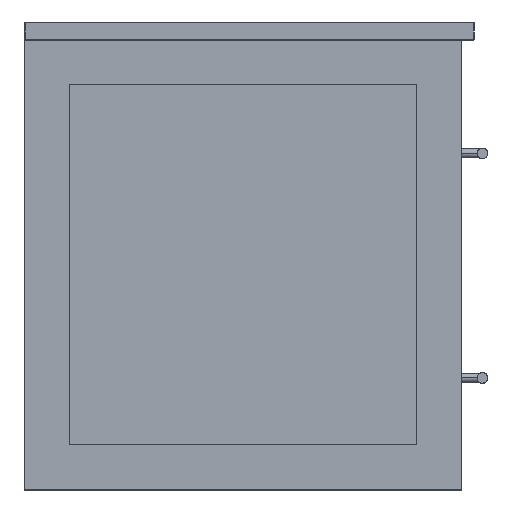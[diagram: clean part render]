
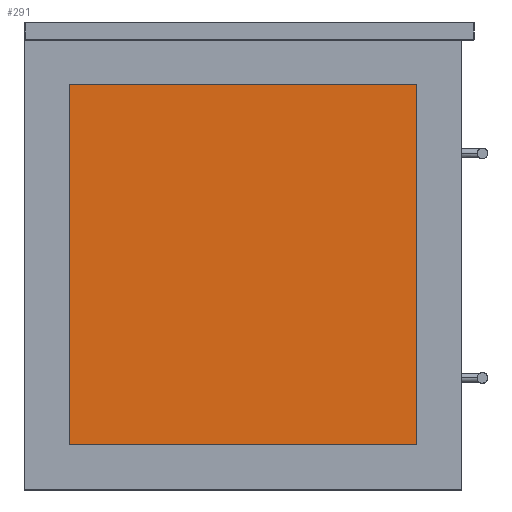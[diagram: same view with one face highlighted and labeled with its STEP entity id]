
A CAD part, left-side view. The second image highlights one B-rep face of the part: STEP entity #291.
In plain terms, the highlighted planar face has unit normal (-1, 0, 0).
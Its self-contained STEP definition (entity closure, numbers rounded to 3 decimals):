
#291=ADVANCED_FACE('',(#442),#2327,.T.);
#442=FACE_OUTER_BOUND('',#610,.T.);
#610=EDGE_LOOP('',(#1115,#1116,#1117,#1118));
#1115=ORIENTED_EDGE('',*,*,#1550,.T.);
#1116=ORIENTED_EDGE('',*,*,#1556,.T.);
#1117=ORIENTED_EDGE('',*,*,#1554,.T.);
#1118=ORIENTED_EDGE('',*,*,#1552,.T.);
#1550=EDGE_CURVE('',#2132,#2131,#1920,.T.);
#1552=EDGE_CURVE('',#2133,#2132,#1922,.T.);
#1554=EDGE_CURVE('',#2134,#2133,#1924,.T.);
#1556=EDGE_CURVE('',#2131,#2134,#1926,.T.);
#1920=B_SPLINE_CURVE_WITH_KNOTS('',1,(#4105,#4106),.UNSPECIFIED.,.F.,.F.,
(2,2),(-386.,0.),.UNSPECIFIED.);
#1922=B_SPLINE_CURVE_WITH_KNOTS('',1,(#4109,#4110),.UNSPECIFIED.,.F.,.F.,
(2,2),(-400.,0.),.UNSPECIFIED.);
#1924=B_SPLINE_CURVE_WITH_KNOTS('',1,(#4113,#4114),.UNSPECIFIED.,.F.,.F.,
(2,2),(-386.,0.),.UNSPECIFIED.);
#1926=B_SPLINE_CURVE_WITH_KNOTS('',1,(#4117,#4118),.UNSPECIFIED.,.F.,.F.,
(2,2),(-400.,0.),.UNSPECIFIED.);
#2131=VERTEX_POINT('',#4067);
#2132=VERTEX_POINT('',#4068);
#2133=VERTEX_POINT('',#4069);
#2134=VERTEX_POINT('',#4070);
#2327=PLANE('',#2647);
#2647=AXIS2_PLACEMENT_3D('',#4054,#2828,$);
#2828=DIRECTION('',(-1.,0.,0.));
#4054=CARTESIAN_POINT('',(-591.,240.,11.4));
#4067=CARTESIAN_POINT('',(-591.,200.,50.));
#4068=CARTESIAN_POINT('',(-591.,200.,436.));
#4069=CARTESIAN_POINT('',(-591.,-200.,436.));
#4070=CARTESIAN_POINT('',(-591.,-200.,50.));
#4105=CARTESIAN_POINT('',(-591.,200.,436.));
#4106=CARTESIAN_POINT('',(-591.,200.,50.));
#4109=CARTESIAN_POINT('',(-591.,-200.,436.));
#4110=CARTESIAN_POINT('',(-591.,200.,436.));
#4113=CARTESIAN_POINT('',(-591.,-200.,50.));
#4114=CARTESIAN_POINT('',(-591.,-200.,436.));
#4117=CARTESIAN_POINT('',(-591.,200.,50.));
#4118=CARTESIAN_POINT('',(-591.,-200.,50.));
